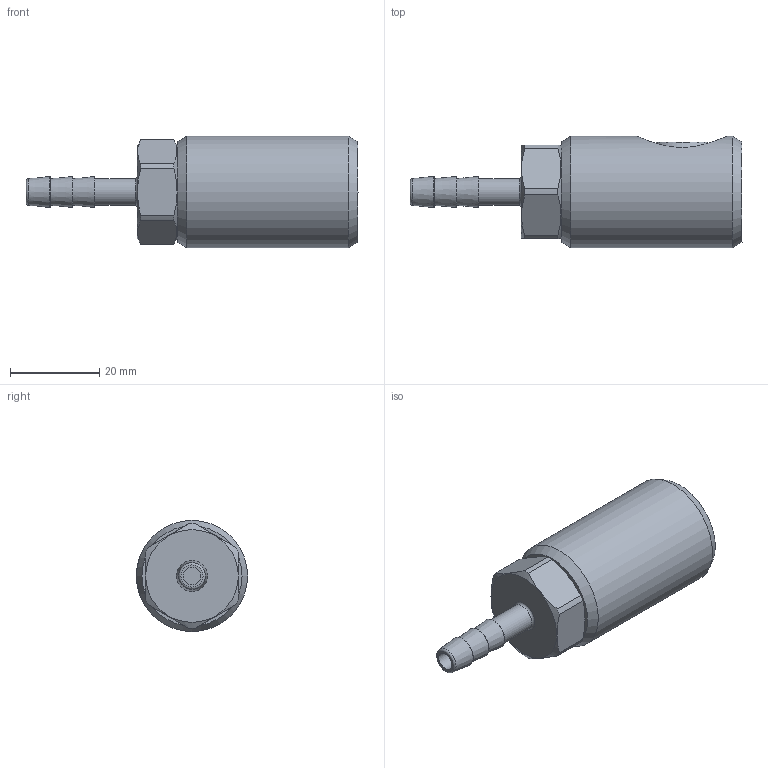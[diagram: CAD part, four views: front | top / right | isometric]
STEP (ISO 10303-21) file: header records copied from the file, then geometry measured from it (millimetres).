
FILE_DESCRIPTION( ( 'STEP AP214' ), '1' );
FILE_NAME( 'psolqas_13336_20.stp', '2021-03-04T17:36:11', ( 'License CC BY-ND 4.0' ), ( 'CADENAS' ), ' ', 'PARTsolutions', ' ' );
FILE_SCHEMA( ( 'AUTOMOTIVE_DESIGN { 1 0 10303 214 1 1 1 1 }' ) );
Length unit declared in the file: metre
Products named in the file (1): Rivoluzione2
Bounding box: 74.6 x 25 x 25 mm (x, y, z)
Volume: 22767.7 mm3; surface area: 5789 mm2
Topology: 1 solids, 1 shells, 60 faces, 144 edges, 96 vertices
Faces by surface type: plane 29, cylinder 15, cone 10, torus 5, sphere 1
Full cylindrical faces by diameter (mm): 4 x1, 6 x1, 25 x1
Entity records: 2334 total; most frequent: CARTESIAN_POINT 522, DIRECTION 264, ORIENTED_EDGE 248, EDGE_CURVE 124, AXIS2_PLACEMENT_3D 111, VERTEX_POINT 97, EDGE_LOOP 88, FACE_OUTER_BOUND 68
